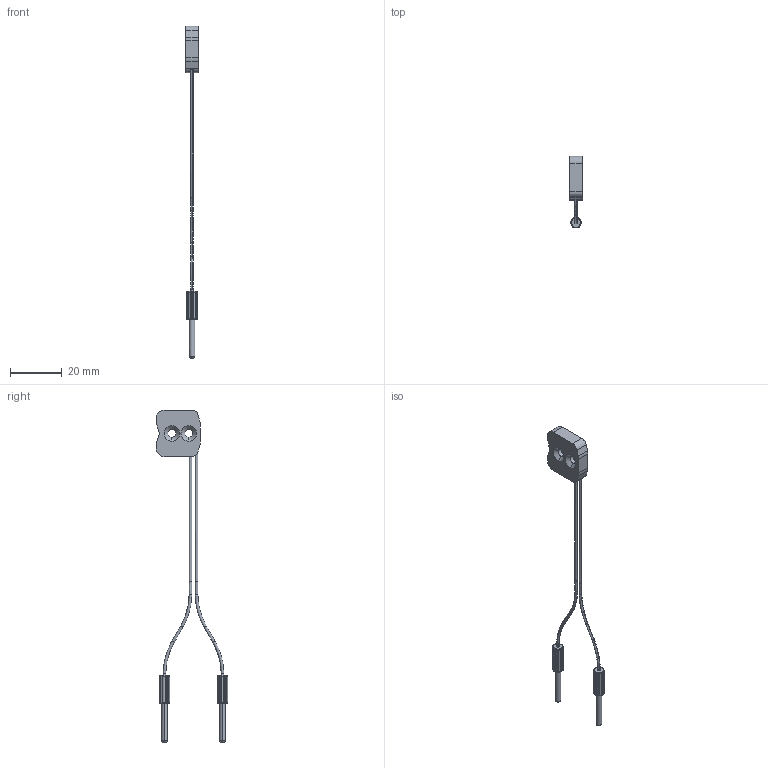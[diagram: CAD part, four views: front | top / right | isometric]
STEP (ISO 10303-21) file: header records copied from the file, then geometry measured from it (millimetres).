
FILE_DESCRIPTION (( 'STEP AP203' ), '1' );
FILE_NAME ('fRw-k10-20.STEP-203.STEP', '2013-06-13T08:26:44', ( 'name' ), ( 'org' ), 'SwSTEP 2.0', 'SolidWorks 2007', '' );
FILE_SCHEMA (( 'CONFIG_CONTROL_DESIGN' ));
Length unit declared in the file: millimetre
Products named in the file (1): fRw-k10-20.STEP-203
Bounding box: 5 x 27.49 x 127.91 mm (x, y, z)
Volume: 1842.2 mm3; surface area: 2144 mm2
Topology: 1 solids, 1 shells, 333 faces, 808 edges, 486 vertices
Faces by surface type: cylinder 148, bspline 144, plane 33, cone 8
Entity records: 17792 total; most frequent: CARTESIAN_POINT 11313, ORIENTED_EDGE 1616, DIRECTION 938, EDGE_CURVE 808, VERTEX_POINT 486, AXIS2_PLACEMENT_3D 360, B_SPLINE_CURVE_WITH_KNOTS 350, EDGE_LOOP 346
